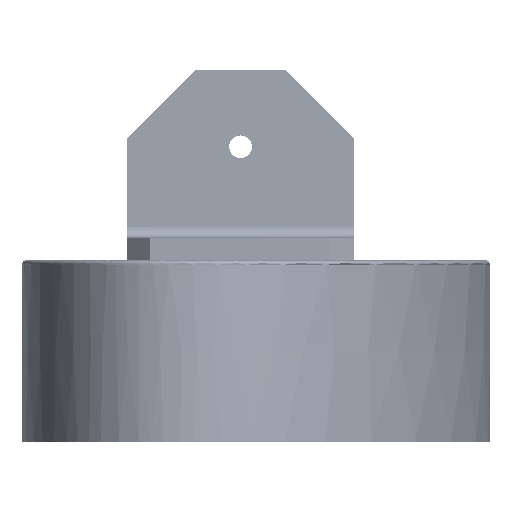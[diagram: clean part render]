
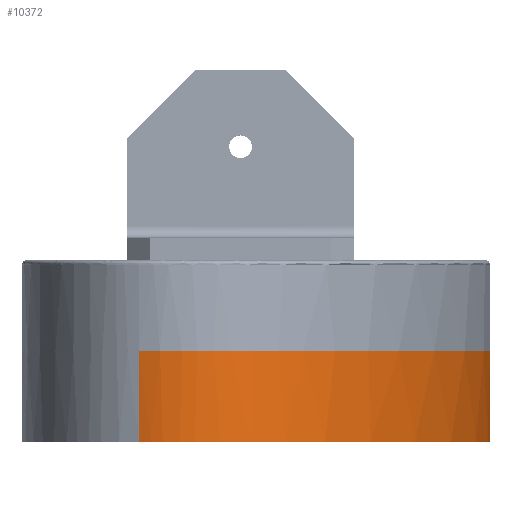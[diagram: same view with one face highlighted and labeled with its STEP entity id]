
A CAD part, front view. The second image highlights one B-rep face of the part: STEP entity #10372.
In plain terms, the highlighted free-form (B-spline) face has degree [3, 1] with [17, 2] control points.
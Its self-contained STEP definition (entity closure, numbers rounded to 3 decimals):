
#10056 = EDGE_CURVE('',#10057,#10059,#10061,.T.);
#10057 = VERTEX_POINT('',#10058);
#10058 = CARTESIAN_POINT('',(29.707,-3.655,0.));
#10059 = VERTEX_POINT('',#10060);
#10060 = CARTESIAN_POINT('',(29.707,-3.655,
    -35.553));
#10061 = B_SPLINE_CURVE_WITH_KNOTS('',1,(#10062,#10063),.UNSPECIFIED.,
  .F.,.F.,(2,2),(-0.,40.),.PIECEWISE_BEZIER_KNOTS.);
#10062 = CARTESIAN_POINT('',(29.707,-3.655,0.));
#10063 = CARTESIAN_POINT('',(29.707,-3.655,
    -35.553));
#10066 = VERTEX_POINT('',#10067);
#10067 = CARTESIAN_POINT('',(121.394,270.303,
    -35.553));
#10087 = EDGE_CURVE('',#10088,#10066,#10090,.T.);
#10088 = VERTEX_POINT('',#10089);
#10089 = CARTESIAN_POINT('',(121.394,270.303,0.));
#10090 = B_SPLINE_CURVE_WITH_KNOTS('',1,(#10091,#10092),.UNSPECIFIED.,
  .F.,.F.,(2,2),(-0.,40.),.PIECEWISE_BEZIER_KNOTS.);
#10091 = CARTESIAN_POINT('',(121.394,270.303,0.));
#10092 = CARTESIAN_POINT('',(121.394,270.303,
    -35.553));
#10203 = EDGE_CURVE('',#10057,#10088,#10204,.T.);
#10204 = B_SPLINE_CURVE_WITH_KNOTS('',3,(#10205,#10206,#10207,#10208,
    #10209,#10210,#10211,#10212,#10213,#10214,#10215,#10216,#10217,
    #10218,#10219,#10220,#10221),.UNSPECIFIED.,.F.,.F.,(4,1,1,1,1,1,1,1,
    1,1,1,1,1,1,4),(0.,0.196,0.393,0.589,
    0.785,0.982,1.178,1.571,
    1.963,2.16,2.356,2.553,
    2.749,2.945,3.142),.UNSPECIFIED.);
#10205 = CARTESIAN_POINT('',(29.707,-3.655,0.));
#10206 = CARTESIAN_POINT('',(35.217,-5.499,0.));
#10207 = CARTESIAN_POINT('',(46.892,-7.224,0.));
#10208 = CARTESIAN_POINT('',(65.126,-3.948,0.));
#10209 = CARTESIAN_POINT('',(83.281,4.662,0.));
#10210 = CARTESIAN_POINT('',(100.839,18.057,0.));
#10211 = CARTESIAN_POINT('',(117.307,35.671,0.));
#10212 = CARTESIAN_POINT('',(137.144,63.893,0.));
#10213 = CARTESIAN_POINT('',(156.702,106.165,0.));
#10214 = CARTESIAN_POINT('',(166.528,151.694,0.));
#10215 = CARTESIAN_POINT('',(167.675,186.171,0.));
#10216 = CARTESIAN_POINT('',(165.127,210.149,0.));
#10217 = CARTESIAN_POINT('',(159.169,231.415,0.));
#10218 = CARTESIAN_POINT('',(149.854,249.217,0.));
#10219 = CARTESIAN_POINT('',(137.265,262.809,0.));
#10220 = CARTESIAN_POINT('',(126.903,268.459,0.));
#10221 = CARTESIAN_POINT('',(121.394,270.303,0.));
#10372 = ADVANCED_FACE('',(#10373),#10398,.F.);
#10373 = FACE_BOUND('',#10374,.F.);
#10374 = EDGE_LOOP('',(#10375,#10395,#10396,#10397));
#10375 = ORIENTED_EDGE('',*,*,#10376,.T.);
#10376 = EDGE_CURVE('',#10066,#10059,#10377,.T.);
#10377 = B_SPLINE_CURVE_WITH_KNOTS('',3,(#10378,#10379,#10380,#10381,
    #10382,#10383,#10384,#10385,#10386,#10387,#10388,#10389,#10390,
    #10391,#10392,#10393,#10394),.UNSPECIFIED.,.F.,.F.,(4,1,1,1,1,1,1,1,
    1,1,1,1,1,1,4),(3.142,3.338,3.534,
    3.731,3.927,4.123,4.32,
    4.712,5.105,5.301,5.498,
    5.694,5.89,6.087,6.283),
  .UNSPECIFIED.);
#10378 = CARTESIAN_POINT('',(121.394,270.303,
    -35.553));
#10379 = CARTESIAN_POINT('',(126.903,268.459,
    -35.553));
#10380 = CARTESIAN_POINT('',(137.265,262.809,
    -35.553));
#10381 = CARTESIAN_POINT('',(149.854,249.217,
    -35.553));
#10382 = CARTESIAN_POINT('',(159.169,231.415,
    -35.553));
#10383 = CARTESIAN_POINT('',(165.127,210.149,
    -35.553));
#10384 = CARTESIAN_POINT('',(167.675,186.171,
    -35.553));
#10385 = CARTESIAN_POINT('',(166.528,151.694,
    -35.553));
#10386 = CARTESIAN_POINT('',(156.702,106.165,
    -35.553));
#10387 = CARTESIAN_POINT('',(137.144,63.893,
    -35.553));
#10388 = CARTESIAN_POINT('',(117.307,35.671,
    -35.553));
#10389 = CARTESIAN_POINT('',(100.839,18.057,
    -35.553));
#10390 = CARTESIAN_POINT('',(83.281,4.662,
    -35.553));
#10391 = CARTESIAN_POINT('',(65.126,-3.948,
    -35.553));
#10392 = CARTESIAN_POINT('',(46.892,-7.224,
    -35.553));
#10393 = CARTESIAN_POINT('',(35.217,-5.499,
    -35.553));
#10394 = CARTESIAN_POINT('',(29.707,-3.655,
    -35.553));
#10395 = ORIENTED_EDGE('',*,*,#10056,.F.);
#10396 = ORIENTED_EDGE('',*,*,#10203,.T.);
#10397 = ORIENTED_EDGE('',*,*,#10087,.T.);
#10398 = B_SPLINE_SURFACE_WITH_KNOTS('',3,1,(
    (#10399,#10400)
    ,(#10401,#10402)
    ,(#10403,#10404)
    ,(#10405,#10406)
    ,(#10407,#10408)
    ,(#10409,#10410)
    ,(#10411,#10412)
    ,(#10413,#10414)
    ,(#10415,#10416)
    ,(#10417,#10418)
    ,(#10419,#10420)
    ,(#10421,#10422)
    ,(#10423,#10424)
    ,(#10425,#10426)
    ,(#10427,#10428)
    ,(#10429,#10430)
    ,(#10431,#10432
    )),.UNSPECIFIED.,.F.,.F.,.F.,(4,1,1,1,1,1,1,1,1,1,1,1,1,1,4),(2,2),(
    0.,0.196,0.393,0.589,0.785,
    0.982,1.178,1.571,1.963,
    2.16,2.356,2.553,2.749,
    2.945,3.142),(0.,1.),.UNSPECIFIED.);
#10399 = CARTESIAN_POINT('',(29.707,-3.655,0.));
#10400 = CARTESIAN_POINT('',(29.707,-3.655,
    -35.553));
#10401 = CARTESIAN_POINT('',(35.217,-5.499,0.));
#10402 = CARTESIAN_POINT('',(35.217,-5.499,
    -35.553));
#10403 = CARTESIAN_POINT('',(46.892,-7.224,0.));
#10404 = CARTESIAN_POINT('',(46.892,-7.224,
    -35.553));
#10405 = CARTESIAN_POINT('',(65.126,-3.948,0.));
#10406 = CARTESIAN_POINT('',(65.126,-3.948,
    -35.553));
#10407 = CARTESIAN_POINT('',(83.281,4.662,0.));
#10408 = CARTESIAN_POINT('',(83.281,4.662,
    -35.553));
#10409 = CARTESIAN_POINT('',(100.839,18.057,0.));
#10410 = CARTESIAN_POINT('',(100.839,18.057,
    -35.553));
#10411 = CARTESIAN_POINT('',(117.307,35.671,0.));
#10412 = CARTESIAN_POINT('',(117.307,35.671,
    -35.553));
#10413 = CARTESIAN_POINT('',(137.144,63.893,0.));
#10414 = CARTESIAN_POINT('',(137.144,63.893,
    -35.553));
#10415 = CARTESIAN_POINT('',(156.702,106.165,0.));
#10416 = CARTESIAN_POINT('',(156.702,106.165,
    -35.553));
#10417 = CARTESIAN_POINT('',(166.528,151.694,0.));
#10418 = CARTESIAN_POINT('',(166.528,151.694,
    -35.553));
#10419 = CARTESIAN_POINT('',(167.675,186.171,0.));
#10420 = CARTESIAN_POINT('',(167.675,186.171,
    -35.553));
#10421 = CARTESIAN_POINT('',(165.127,210.149,0.));
#10422 = CARTESIAN_POINT('',(165.127,210.149,
    -35.553));
#10423 = CARTESIAN_POINT('',(159.169,231.415,0.));
#10424 = CARTESIAN_POINT('',(159.169,231.415,
    -35.553));
#10425 = CARTESIAN_POINT('',(149.854,249.217,0.));
#10426 = CARTESIAN_POINT('',(149.854,249.217,
    -35.553));
#10427 = CARTESIAN_POINT('',(137.265,262.809,0.));
#10428 = CARTESIAN_POINT('',(137.265,262.809,
    -35.553));
#10429 = CARTESIAN_POINT('',(126.903,268.459,0.));
#10430 = CARTESIAN_POINT('',(126.903,268.459,
    -35.553));
#10431 = CARTESIAN_POINT('',(121.394,270.303,0.));
#10432 = CARTESIAN_POINT('',(121.394,270.303,
    -35.553));
